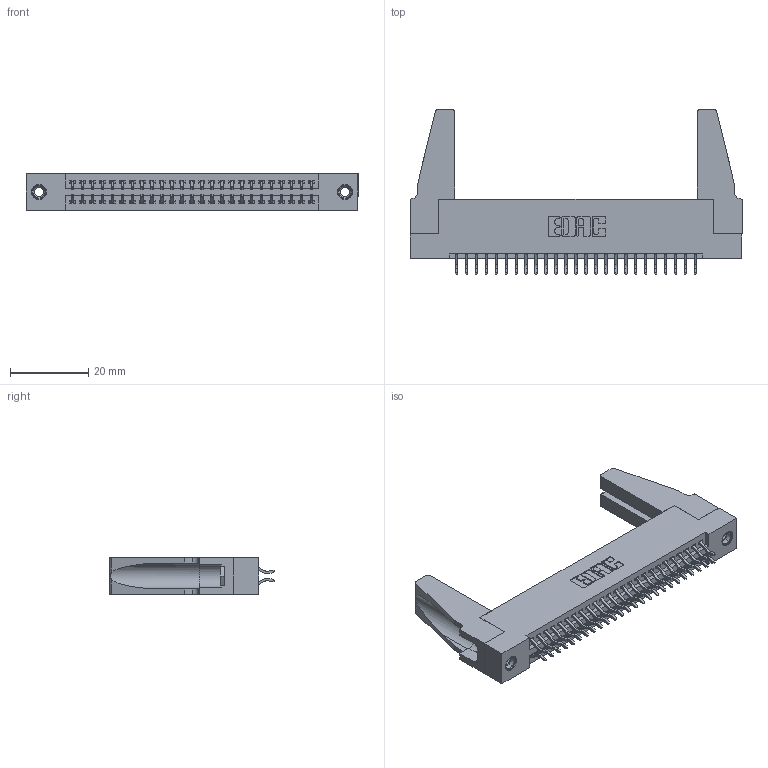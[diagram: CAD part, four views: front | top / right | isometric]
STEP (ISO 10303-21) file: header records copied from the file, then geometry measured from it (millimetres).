
FILE_DESCRIPTION (( 'STEP AP203' ), '1' );
FILE_NAME ('395-050-556-288.STEP', '2019-10-19T14:02:49', ( '' ), ( '' ), 'SwSTEP 2.0', 'SolidWorks 2016', '' );
FILE_SCHEMA (( 'CONFIG_CONTROL_DESIGN' ));
Length unit declared in the file: inch
Products named in the file (5): 395-050-556-288; 345 Part_Flush Mounting Lugs - 0.156 Dia-TH; 345-292-001_556 Tail; 345-250-001_345-250-001-102; 345-220-078_345-220-088
Assembly tree (55 placements, depth 2):
  395-050-556-288
    345 Part_Flush Mounting Lugs - 0.156 Dia-TH
    345-292-001_556 Tail  x50
    345-250-001_345-250-001-102  x2
    345-220-078_345-220-088  x2
Bounding box: 84.73 x 42.1 x 9.4 mm (x, y, z)
Volume: 11323.9 mm3; surface area: 14680 mm2
Topology: 55 solids, 55 shells, 3050 faces, 9005 edges, 5926 vertices
Faces by surface type: plane 2002, cylinder 1032, cone 12, torus 4
Entity records: 24272 total; most frequent: CARTESIAN_POINT 4094, ORIENTED_EDGE 3976, DIRECTION 3624, EDGE_CURVE 1988, LINE 1706, VECTOR 1706, VERTEX_POINT 1318, AXIS2_PLACEMENT_3D 959
